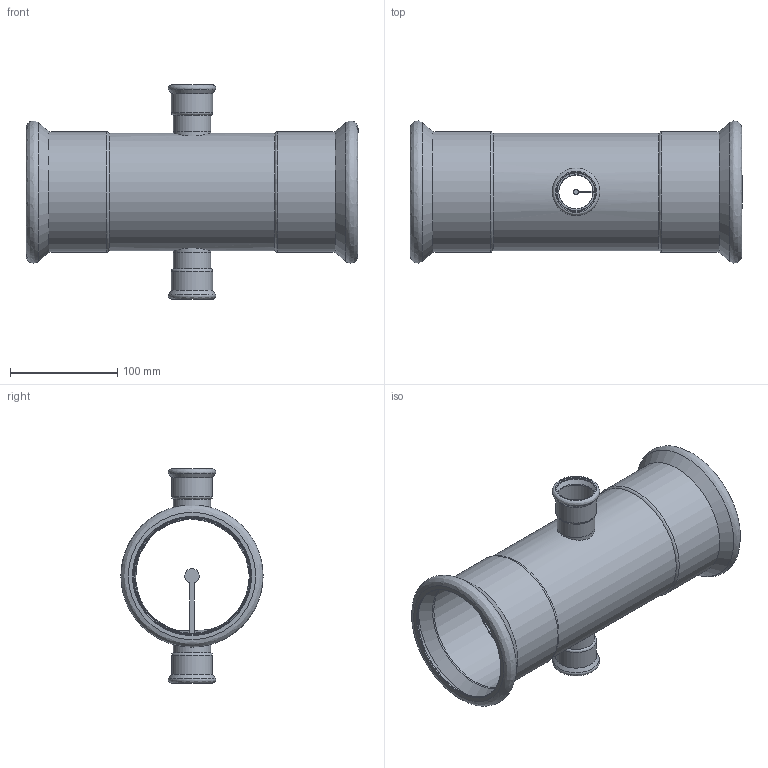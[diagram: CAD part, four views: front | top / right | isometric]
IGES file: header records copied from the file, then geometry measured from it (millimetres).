
Global section: file name: 21134; native system: Autodesk Inventor 2014; preprocessor: unknown; author: seihe2; date: 20150722.134848; units: millimetre
Bounding box: 310 x 132.68 x 200 mm (x, y, z)
Volume: 219110.8 mm3; surface area: 258287.7 mm2
Topology: 5 solids, 5 shells, 92 faces, 244 edges, 172 vertices
Faces by surface type: revolution 43, plane 32, cylinder 13, cone 4
Full cylindrical faces by diameter (mm): 35 x4, 38.4 x2, 110 x1, 112.8 x2
